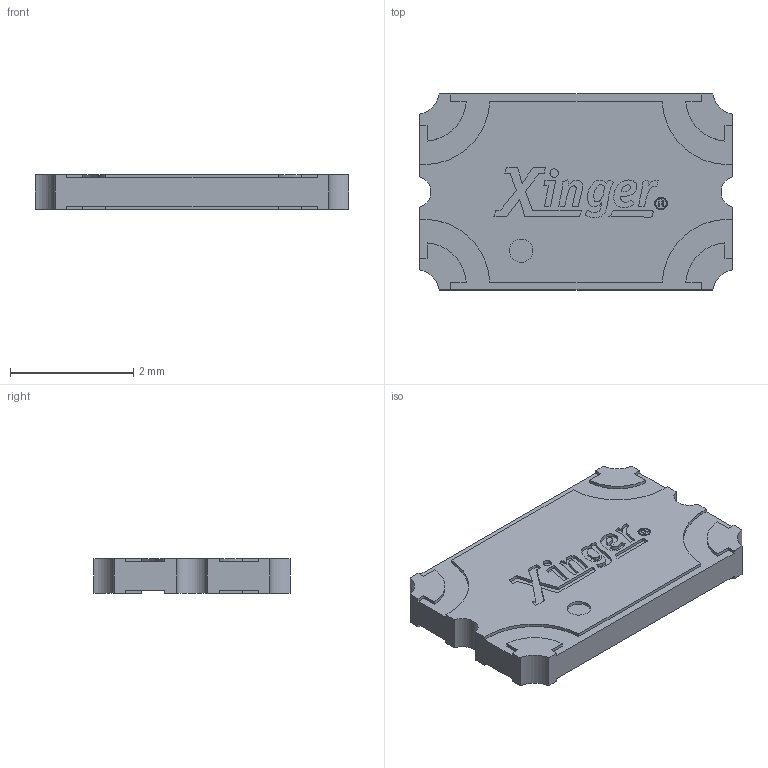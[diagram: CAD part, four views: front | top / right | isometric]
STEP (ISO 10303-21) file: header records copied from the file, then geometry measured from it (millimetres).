
FILE_DESCRIPTION (( 'STEP AP203' ), '1' );
FILE_NAME ('3D Model.STEP', '2025-08-12T17:11:01', ( '' ), ( '' ), 'SwSTEP 2.0', 'SolidWorks 2023', '' );
FILE_SCHEMA (( 'CONFIG_CONTROL_DESIGN' ));
Length unit declared in the file: inch
Products named in the file (1): 3D Model
Bounding box: 5.08 x 3.17 x 0.56 mm (x, y, z)
Volume: 8.3 mm3; surface area: 42.8 mm2
Topology: 1 solids, 1 shells, 277 faces, 777 edges, 518 vertices
Faces by surface type: plane 148, cylinder 111, bspline 18
Entity records: 10124 total; most frequent: CARTESIAN_POINT 2791, ORIENTED_EDGE 1554, DIRECTION 1483, EDGE_CURVE 777, VECTOR 519, LINE 519, VERTEX_POINT 518, AXIS2_PLACEMENT_3D 482
